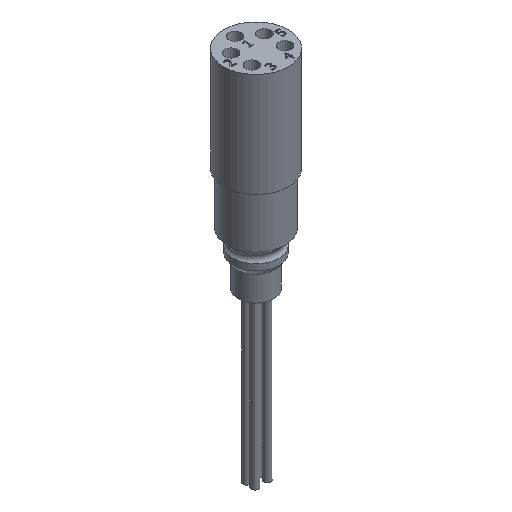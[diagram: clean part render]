
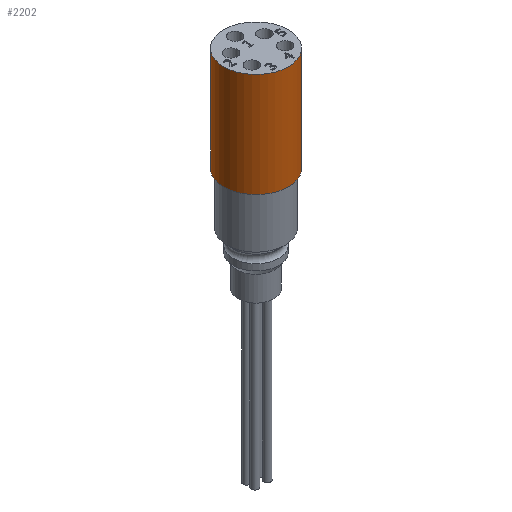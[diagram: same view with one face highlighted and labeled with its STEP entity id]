
A CAD part, isometric view. The second image highlights one B-rep face of the part: STEP entity #2202.
In plain terms, the highlighted cylindrical face has radius 7.75 mm (diameter 15.5 mm), a full revolution.
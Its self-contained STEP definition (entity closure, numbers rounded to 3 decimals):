
#29=CYLINDRICAL_SURFACE($,#2320,7.75);
#30=CIRCLE($,#2259,7.75);
#61=CIRCLE($,#2321,7.75);
#315=FACE_OUTER_BOUND($,#519,.T.);
#356=FACE_BOUND($,#520,.T.);
#519=EDGE_LOOP($,(#1982));
#520=EDGE_LOOP($,(#1983));
#1060=VERTEX_POINT($,#3982);
#1091=VERTEX_POINT($,#4075);
#1359=EDGE_CURVE($,#1060,#1060,#30,.T.);
#1390=EDGE_CURVE($,#1091,#1091,#61,.T.);
#1982=ORIENTED_EDGE($,*,*,#1359,.T.);
#1983=ORIENTED_EDGE($,*,*,#1390,.F.);
#2202=ADVANCED_FACE($,(#315,#356),#29,.T.);
#2259=AXIS2_PLACEMENT_3D($,#3983,#2607,#2608);
#2320=AXIS2_PLACEMENT_3D($,#4074,#2729,#2730);
#2321=AXIS2_PLACEMENT_3D($,#4076,#2731,#2732);
#2607=DIRECTION('center_axis',(0.,0.,-1.));
#2608=DIRECTION('ref_axis',(-1.,0.,0.));
#2729=DIRECTION('center_axis',(0.,0.,1.));
#2730=DIRECTION('ref_axis',(-1.,0.,0.));
#2731=DIRECTION('center_axis',(0.,0.,-1.));
#2732=DIRECTION('ref_axis',(-1.,0.,0.));
#3982=CARTESIAN_POINT('',(7.75,0.,25.));
#3983=CARTESIAN_POINT('Origin',(0.,0.,25.));
#4074=CARTESIAN_POINT('Origin',(0.,0.,0.));
#4075=CARTESIAN_POINT('',(7.75,0.,0.));
#4076=CARTESIAN_POINT('Origin',(0.,0.,0.));
